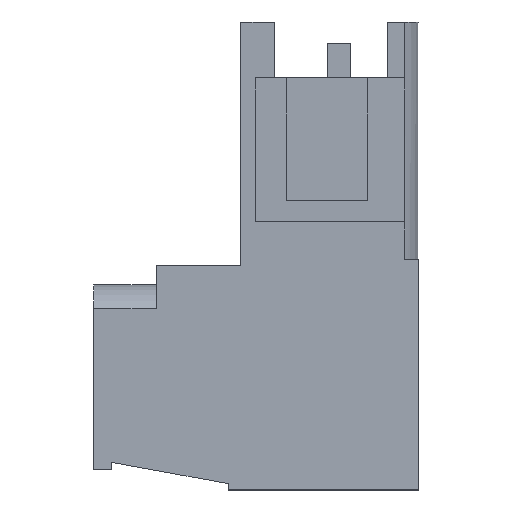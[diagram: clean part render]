
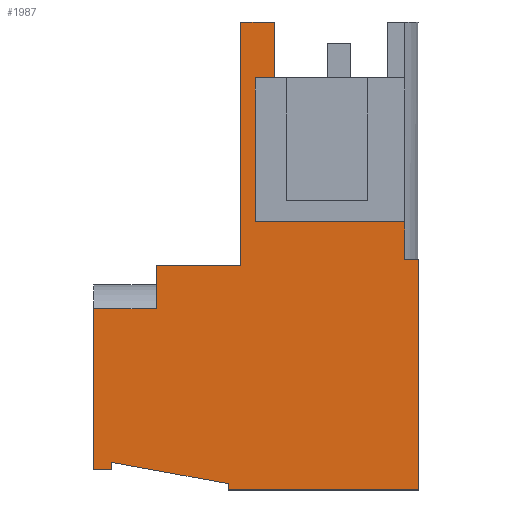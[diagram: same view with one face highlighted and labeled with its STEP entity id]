
A CAD part, left-side view. The second image highlights one B-rep face of the part: STEP entity #1987.
In plain terms, the highlighted planar face has unit normal (-1, 0, 0).
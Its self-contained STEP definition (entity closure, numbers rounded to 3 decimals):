
#785=AXIS2_PLACEMENT_3D('Plane Axis2P3D',#782,#783,#784) ;
#767=CARTESIAN_POINT('Vertex',(0.98,6.785,19.415)) ;
#782=CARTESIAN_POINT('Axis2P3D Location',(0.98,3.66,22.05)) ;
#887=CARTESIAN_POINT('Vertex',(0.98,0.65,12.635)) ;
#890=CARTESIAN_POINT('Line Origine',(0.98,0.65,11.743)) ;
#894=CARTESIAN_POINT('Vertex',(0.98,0.65,10.85)) ;
#952=CARTESIAN_POINT('Vertex',(0.98,6.785,22.05)) ;
#955=CARTESIAN_POINT('Line Origine',(0.98,6.785,20.732)) ;
#1386=CARTESIAN_POINT('Line Origine',(0.98,7.23,19.415)) ;
#1390=CARTESIAN_POINT('Vertex',(0.98,7.675,19.415)) ;
#1766=CARTESIAN_POINT('Line Origine',(0.98,0.325,10.85)) ;
#1770=CARTESIAN_POINT('Vertex',(0.98,0.,10.85)) ;
#1865=CARTESIAN_POINT('Vertex',(0.98,7.675,12.635)) ;
#1868=CARTESIAN_POINT('Line Origine',(0.98,4.163,12.635)) ;
#1880=CARTESIAN_POINT('Line Origine',(0.98,7.675,16.025)) ;
#1885=CARTESIAN_POINT('Line Origine',(0.98,7.575,22.05)) ;
#1889=CARTESIAN_POINT('Vertex',(0.98,8.365,22.05)) ;
#1892=CARTESIAN_POINT('Line Origine',(0.98,8.365,16.318)) ;
#1896=CARTESIAN_POINT('Vertex',(0.98,8.365,10.586)) ;
#1899=CARTESIAN_POINT('Line Origine',(0.98,10.358,10.586)) ;
#1903=CARTESIAN_POINT('Vertex',(0.98,12.35,10.586)) ;
#1906=CARTESIAN_POINT('Line Origine',(0.98,12.35,9.568)) ;
#1910=CARTESIAN_POINT('Vertex',(0.98,12.35,8.55)) ;
#1913=CARTESIAN_POINT('Line Origine',(0.98,13.825,8.55)) ;
#1917=CARTESIAN_POINT('Vertex',(0.98,15.3,8.55)) ;
#1920=CARTESIAN_POINT('Line Origine',(0.98,15.3,4.75)) ;
#1924=CARTESIAN_POINT('Vertex',(0.98,15.3,0.95)) ;
#1927=CARTESIAN_POINT('Line Origine',(0.98,14.875,0.95)) ;
#1931=CARTESIAN_POINT('Vertex',(0.98,14.45,0.95)) ;
#1934=CARTESIAN_POINT('Line Origine',(0.98,14.45,1.127)) ;
#1938=CARTESIAN_POINT('Vertex',(0.98,14.45,1.303)) ;
#1941=CARTESIAN_POINT('Line Origine',(0.98,11.705,0.801)) ;
#1945=CARTESIAN_POINT('Vertex',(0.98,8.961,0.299)) ;
#1948=CARTESIAN_POINT('Line Origine',(0.98,8.961,0.149)) ;
#1952=CARTESIAN_POINT('Vertex',(0.98,8.961,0.)) ;
#1955=CARTESIAN_POINT('Line Origine',(0.98,4.48,0.)) ;
#1959=CARTESIAN_POINT('Vertex',(0.98,0.,0.)) ;
#1962=CARTESIAN_POINT('Line Origine',(0.98,0.,5.425)) ;
#783=DIRECTION('Axis2P3D Direction',(1.,0.,0.)) ;
#784=DIRECTION('Axis2P3D XDirection',(0.,1.,0.)) ;
#891=DIRECTION('Vector Direction',(0.,0.,-1.)) ;
#956=DIRECTION('Vector Direction',(0.,0.,1.)) ;
#1387=DIRECTION('Vector Direction',(0.,-1.,0.)) ;
#1767=DIRECTION('Vector Direction',(0.,-1.,0.)) ;
#1869=DIRECTION('Vector Direction',(0.,-1.,0.)) ;
#1881=DIRECTION('Vector Direction',(0.,0.,-1.)) ;
#1886=DIRECTION('Vector Direction',(0.,-1.,0.)) ;
#1893=DIRECTION('Vector Direction',(0.,0.,-1.)) ;
#1900=DIRECTION('Vector Direction',(0.,-1.,0.)) ;
#1907=DIRECTION('Vector Direction',(0.,0.,1.)) ;
#1914=DIRECTION('Vector Direction',(0.,-1.,0.)) ;
#1921=DIRECTION('Vector Direction',(0.,0.,1.)) ;
#1928=DIRECTION('Vector Direction',(0.,1.,0.)) ;
#1935=DIRECTION('Vector Direction',(0.,0.,-1.)) ;
#1942=DIRECTION('Vector Direction',(0.,-0.984,-0.18)) ;
#1949=DIRECTION('Vector Direction',(0.,0.,-1.)) ;
#1956=DIRECTION('Vector Direction',(0.,-1.,0.)) ;
#1963=DIRECTION('Vector Direction',(0.,0.,-1.)) ;
#892=VECTOR('Line Direction',#891,1.) ;
#957=VECTOR('Line Direction',#956,1.) ;
#1388=VECTOR('Line Direction',#1387,1.) ;
#1768=VECTOR('Line Direction',#1767,1.) ;
#1870=VECTOR('Line Direction',#1869,1.) ;
#1882=VECTOR('Line Direction',#1881,1.) ;
#1887=VECTOR('Line Direction',#1886,1.) ;
#1894=VECTOR('Line Direction',#1893,1.) ;
#1901=VECTOR('Line Direction',#1900,1.) ;
#1908=VECTOR('Line Direction',#1907,1.) ;
#1915=VECTOR('Line Direction',#1914,1.) ;
#1922=VECTOR('Line Direction',#1921,1.) ;
#1929=VECTOR('Line Direction',#1928,1.) ;
#1936=VECTOR('Line Direction',#1935,1.) ;
#1943=VECTOR('Line Direction',#1942,1.) ;
#1950=VECTOR('Line Direction',#1949,1.) ;
#1957=VECTOR('Line Direction',#1956,1.) ;
#1964=VECTOR('Line Direction',#1963,1.) ;
#1968=ORIENTED_EDGE('',*,*,#1872,.F.) ;
#1969=ORIENTED_EDGE('',*,*,#1884,.T.) ;
#1970=ORIENTED_EDGE('',*,*,#1392,.T.) ;
#1971=ORIENTED_EDGE('',*,*,#959,.T.) ;
#1972=ORIENTED_EDGE('',*,*,#1891,.F.) ;
#1973=ORIENTED_EDGE('',*,*,#1898,.T.) ;
#1974=ORIENTED_EDGE('',*,*,#1905,.F.) ;
#1975=ORIENTED_EDGE('',*,*,#1912,.F.) ;
#1976=ORIENTED_EDGE('',*,*,#1919,.F.) ;
#1977=ORIENTED_EDGE('',*,*,#1926,.F.) ;
#1978=ORIENTED_EDGE('',*,*,#1933,.F.) ;
#1979=ORIENTED_EDGE('',*,*,#1940,.F.) ;
#1980=ORIENTED_EDGE('',*,*,#1947,.T.) ;
#1981=ORIENTED_EDGE('',*,*,#1954,.T.) ;
#1982=ORIENTED_EDGE('',*,*,#1961,.T.) ;
#1983=ORIENTED_EDGE('',*,*,#1966,.F.) ;
#1984=ORIENTED_EDGE('',*,*,#1772,.F.) ;
#1985=ORIENTED_EDGE('',*,*,#896,.F.) ;
#1987=ADVANCED_FACE('HOUSING',(#1986),#786,.F.) ;
#896=EDGE_CURVE('',#888,#895,#893,.T.) ;
#959=EDGE_CURVE('',#768,#953,#958,.T.) ;
#1392=EDGE_CURVE('',#1391,#768,#1389,.T.) ;
#1772=EDGE_CURVE('',#895,#1771,#1769,.T.) ;
#1872=EDGE_CURVE('',#1866,#888,#1871,.T.) ;
#1884=EDGE_CURVE('',#1866,#1391,#1883,.F.) ;
#1891=EDGE_CURVE('',#1890,#953,#1888,.T.) ;
#1898=EDGE_CURVE('',#1890,#1897,#1895,.T.) ;
#1905=EDGE_CURVE('',#1904,#1897,#1902,.T.) ;
#1912=EDGE_CURVE('',#1911,#1904,#1909,.T.) ;
#1919=EDGE_CURVE('',#1918,#1911,#1916,.T.) ;
#1926=EDGE_CURVE('',#1925,#1918,#1923,.T.) ;
#1933=EDGE_CURVE('',#1932,#1925,#1930,.T.) ;
#1940=EDGE_CURVE('',#1939,#1932,#1937,.T.) ;
#1947=EDGE_CURVE('',#1939,#1946,#1944,.T.) ;
#1954=EDGE_CURVE('',#1946,#1953,#1951,.T.) ;
#1961=EDGE_CURVE('',#1953,#1960,#1958,.T.) ;
#1966=EDGE_CURVE('',#1771,#1960,#1965,.T.) ;
#1967=EDGE_LOOP('',(#1968,#1969,#1970,#1971,#1972,#1973,#1974,#1975,#1976,#1977,#1978,#1979,#1980,#1981,#1982,#1983,#1984,#1985)) ;
#1986=FACE_OUTER_BOUND('',#1967,.T.) ;
#893=LINE('Line',#890,#892) ;
#958=LINE('Line',#955,#957) ;
#1389=LINE('Line',#1386,#1388) ;
#1769=LINE('Line',#1766,#1768) ;
#1871=LINE('Line',#1868,#1870) ;
#1883=LINE('Line',#1880,#1882) ;
#1888=LINE('Line',#1885,#1887) ;
#1895=LINE('Line',#1892,#1894) ;
#1902=LINE('Line',#1899,#1901) ;
#1909=LINE('Line',#1906,#1908) ;
#1916=LINE('Line',#1913,#1915) ;
#1923=LINE('Line',#1920,#1922) ;
#1930=LINE('Line',#1927,#1929) ;
#1937=LINE('Line',#1934,#1936) ;
#1944=LINE('Line',#1941,#1943) ;
#1951=LINE('Line',#1948,#1950) ;
#1958=LINE('Line',#1955,#1957) ;
#1965=LINE('Line',#1962,#1964) ;
#786=PLANE('',#785) ;
#768=VERTEX_POINT('',#767) ;
#888=VERTEX_POINT('',#887) ;
#895=VERTEX_POINT('',#894) ;
#953=VERTEX_POINT('',#952) ;
#1391=VERTEX_POINT('',#1390) ;
#1771=VERTEX_POINT('',#1770) ;
#1866=VERTEX_POINT('',#1865) ;
#1890=VERTEX_POINT('',#1889) ;
#1897=VERTEX_POINT('',#1896) ;
#1904=VERTEX_POINT('',#1903) ;
#1911=VERTEX_POINT('',#1910) ;
#1918=VERTEX_POINT('',#1917) ;
#1925=VERTEX_POINT('',#1924) ;
#1932=VERTEX_POINT('',#1931) ;
#1939=VERTEX_POINT('',#1938) ;
#1946=VERTEX_POINT('',#1945) ;
#1953=VERTEX_POINT('',#1952) ;
#1960=VERTEX_POINT('',#1959) ;
